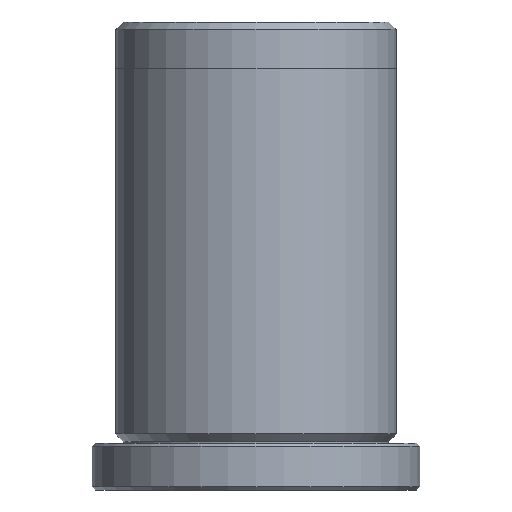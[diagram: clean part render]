
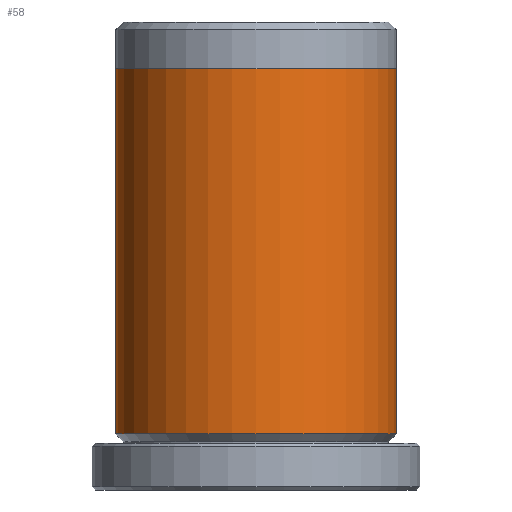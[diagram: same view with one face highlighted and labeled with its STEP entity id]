
A CAD part, front view. The second image highlights one B-rep face of the part: STEP entity #58.
In plain terms, the highlighted cylindrical face has radius 9 mm (diameter 18 mm), a partial arc.
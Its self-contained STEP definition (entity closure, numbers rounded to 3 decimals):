
#58 = ADVANCED_FACE ( 'NONE', ( #1431 ), #439, .T. ) ;
#102 = DIRECTION ( 'NONE',  ( -1., 0., 0. ) ) ;
#114 = CIRCLE ( 'NONE', #745, 9. ) ;
#119 = VERTEX_POINT ( 'NONE', #1539 ) ;
#179 = CARTESIAN_POINT ( 'NONE',  ( 9., 0., 27. ) ) ;
#199 = CIRCLE ( 'NONE', #240, 9. ) ;
#240 = AXIS2_PLACEMENT_3D ( 'NONE', #1603, #858, #102 ) ;
#271 = CARTESIAN_POINT ( 'NONE',  ( -9., 0., 30. ) ) ;
#307 = VECTOR ( 'NONE', #1542, 1000. ) ;
#338 = EDGE_CURVE ( 'NONE', #1217, #119, #199, .T. ) ;
#427 = ORIENTED_EDGE ( 'NONE', *, *, #433, .F. ) ;
#433 = EDGE_CURVE ( 'NONE', #1075, #915, #114, .T. ) ;
#439 = CYLINDRICAL_SURFACE ( 'NONE', #785, 9. ) ;
#491 = CARTESIAN_POINT ( 'NONE',  ( 9., 0., 3.6 ) ) ;
#508 = DIRECTION ( 'NONE',  ( 0., 0., 1. ) ) ;
#514 = EDGE_CURVE ( 'NONE', #1075, #119, #1366, .T. ) ;
#528 = DIRECTION ( 'NONE',  ( 0., 0., -1. ) ) ;
#540 = DIRECTION ( 'NONE',  ( -1., 0., 0. ) ) ;
#596 = EDGE_CURVE ( 'NONE', #915, #1217, #1330, .T. ) ;
#630 = EDGE_LOOP ( 'NONE', ( #1370, #427, #1080, #1422 ) ) ;
#658 = CARTESIAN_POINT ( 'NONE',  ( 0., 0., 30. ) ) ;
#679 = CARTESIAN_POINT ( 'NONE',  ( 9., 0., 30. ) ) ;
#745 = AXIS2_PLACEMENT_3D ( 'NONE', #1257, #508, #1377 ) ;
#749 = VECTOR ( 'NONE', #528, 1000. ) ;
#785 = AXIS2_PLACEMENT_3D ( 'NONE', #658, #914, #540 ) ;
#840 = CARTESIAN_POINT ( 'NONE',  ( -9., 0., 27. ) ) ;
#858 = DIRECTION ( 'NONE',  ( 0., 0., -1. ) ) ;
#914 = DIRECTION ( 'NONE',  ( 0., 0., -1. ) ) ;
#915 = VERTEX_POINT ( 'NONE', #179 ) ;
#1075 = VERTEX_POINT ( 'NONE', #840 ) ;
#1080 = ORIENTED_EDGE ( 'NONE', *, *, #514, .T. ) ;
#1217 = VERTEX_POINT ( 'NONE', #491 ) ;
#1257 = CARTESIAN_POINT ( 'NONE',  ( 0., 0., 27. ) ) ;
#1330 = LINE ( 'NONE', #679, #307 ) ;
#1366 = LINE ( 'NONE', #271, #749 ) ;
#1370 = ORIENTED_EDGE ( 'NONE', *, *, #596, .F. ) ;
#1377 = DIRECTION ( 'NONE',  ( 1., 0., 0. ) ) ;
#1422 = ORIENTED_EDGE ( 'NONE', *, *, #338, .F. ) ;
#1431 = FACE_OUTER_BOUND ( 'NONE', #630, .T. ) ;
#1539 = CARTESIAN_POINT ( 'NONE',  ( -9., 0., 3.6 ) ) ;
#1542 = DIRECTION ( 'NONE',  ( 0., 0., -1. ) ) ;
#1603 = CARTESIAN_POINT ( 'NONE',  ( 0., 0., 3.6 ) ) ;
